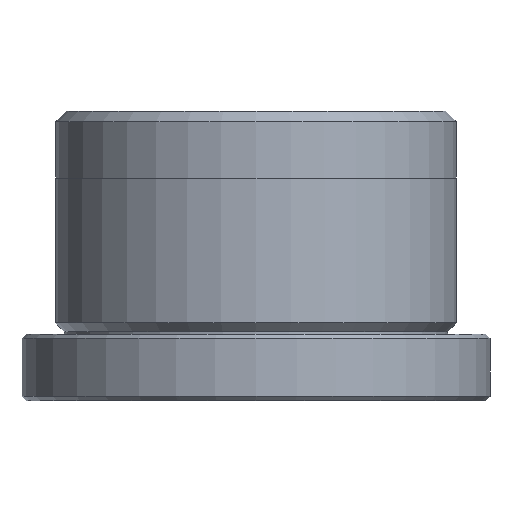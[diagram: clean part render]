
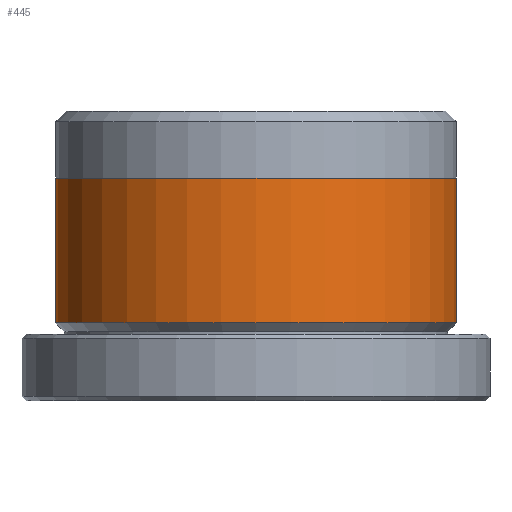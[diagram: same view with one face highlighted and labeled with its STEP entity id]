
A CAD part, front view. The second image highlights one B-rep face of the part: STEP entity #445.
In plain terms, the highlighted cylindrical face has radius 9 mm (diameter 18 mm), a partial arc.
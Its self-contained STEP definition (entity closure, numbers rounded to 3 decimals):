
#77 = CARTESIAN_POINT ( 'NONE',  ( 0., 0., 3.5 ) ) ;
#108 = AXIS2_PLACEMENT_3D ( 'NONE', #812, #518, #489 ) ;
#128 = DIRECTION ( 'NONE',  ( 0., 0., -1. ) ) ;
#184 = ORIENTED_EDGE ( 'NONE', *, *, #876, .F. ) ;
#192 = DIRECTION ( 'NONE',  ( 0., 0., -1. ) ) ;
#215 = DIRECTION ( 'NONE',  ( -1., 0., 0. ) ) ;
#339 = ORIENTED_EDGE ( 'NONE', *, *, #973, .F. ) ;
#399 = VERTEX_POINT ( 'NONE', #1055 ) ;
#435 = CARTESIAN_POINT ( 'NONE',  ( -9., 0., 10. ) ) ;
#445 = ADVANCED_FACE ( 'NONE', ( #1042 ), #1380, .T. ) ;
#481 = VERTEX_POINT ( 'NONE', #435 ) ;
#489 = DIRECTION ( 'NONE',  ( 1., 0., 0. ) ) ;
#518 = DIRECTION ( 'NONE',  ( 0., 0., 1. ) ) ;
#519 = VECTOR ( 'NONE', #192, 1000. ) ;
#545 = CARTESIAN_POINT ( 'NONE',  ( -9., 0., 13. ) ) ;
#551 = EDGE_LOOP ( 'NONE', ( #919, #339, #1465, #184 ) ) ;
#598 = VECTOR ( 'NONE', #128, 1000. ) ;
#711 = CARTESIAN_POINT ( 'NONE',  ( 0., 0., 13. ) ) ;
#812 = CARTESIAN_POINT ( 'NONE',  ( 0., 0., 10. ) ) ;
#851 = LINE ( 'NONE', #902, #519 ) ;
#876 = EDGE_CURVE ( 'NONE', #399, #1428, #1324, .T. ) ;
#902 = CARTESIAN_POINT ( 'NONE',  ( 9., 0., 13. ) ) ;
#913 = CIRCLE ( 'NONE', #108, 9. ) ;
#919 = ORIENTED_EDGE ( 'NONE', *, *, #1353, .F. ) ;
#973 = EDGE_CURVE ( 'NONE', #481, #1831, #913, .T. ) ;
#1042 = FACE_OUTER_BOUND ( 'NONE', #551, .T. ) ;
#1055 = CARTESIAN_POINT ( 'NONE',  ( 9., 0., 3.5 ) ) ;
#1058 = AXIS2_PLACEMENT_3D ( 'NONE', #711, #1698, #1545 ) ;
#1069 = DIRECTION ( 'NONE',  ( 0., 0., -1. ) ) ;
#1258 = CARTESIAN_POINT ( 'NONE',  ( 9., 0., 10. ) ) ;
#1260 = EDGE_CURVE ( 'NONE', #481, #1428, #1726, .T. ) ;
#1324 = CIRCLE ( 'NONE', #1372, 9. ) ;
#1353 = EDGE_CURVE ( 'NONE', #1831, #399, #851, .T. ) ;
#1372 = AXIS2_PLACEMENT_3D ( 'NONE', #77, #1069, #215 ) ;
#1380 = CYLINDRICAL_SURFACE ( 'NONE', #1058, 9. ) ;
#1428 = VERTEX_POINT ( 'NONE', #1482 ) ;
#1465 = ORIENTED_EDGE ( 'NONE', *, *, #1260, .T. ) ;
#1482 = CARTESIAN_POINT ( 'NONE',  ( -9., 0., 3.5 ) ) ;
#1545 = DIRECTION ( 'NONE',  ( -1., 0., 0. ) ) ;
#1698 = DIRECTION ( 'NONE',  ( 0., 0., -1. ) ) ;
#1726 = LINE ( 'NONE', #545, #598 ) ;
#1831 = VERTEX_POINT ( 'NONE', #1258 ) ;
